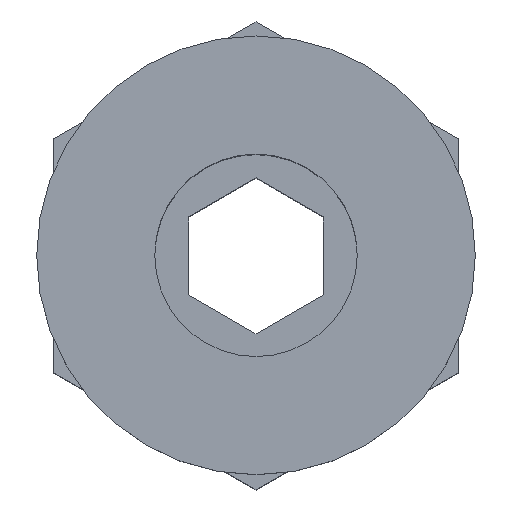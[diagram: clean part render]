
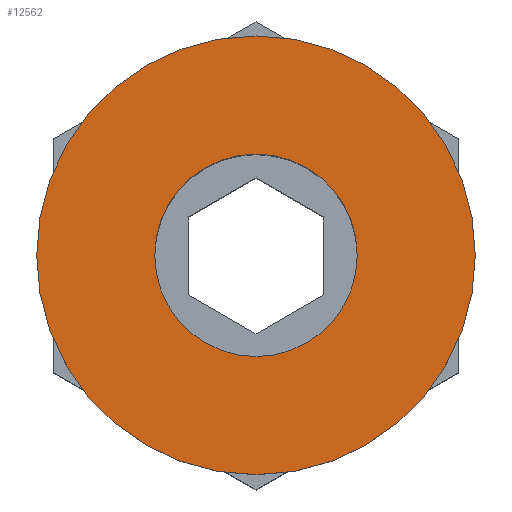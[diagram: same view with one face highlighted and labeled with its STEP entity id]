
A CAD part, top view. The second image highlights one B-rep face of the part: STEP entity #12562.
In plain terms, the highlighted planar face has unit normal (0, 0, 1).
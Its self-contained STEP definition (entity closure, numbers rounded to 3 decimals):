
#12398 = CYLINDRICAL_SURFACE('',#12399,3.);
#12399 = AXIS2_PLACEMENT_3D('',#12400,#12401,#12402);
#12400 = CARTESIAN_POINT('',(0.,0.,12.));
#12401 = DIRECTION('',(0.,0.,1.));
#12402 = DIRECTION('',(1.,0.,0.));
#12457 = VERTEX_POINT('',#12458);
#12458 = CARTESIAN_POINT('',(3.,0.,22.));
#12479 = EDGE_CURVE('',#12457,#12457,#12480,.T.);
#12480 = SURFACE_CURVE('',#12481,(#12486,#12493),.PCURVE_S1.);
#12481 = CIRCLE('',#12482,3.);
#12482 = AXIS2_PLACEMENT_3D('',#12483,#12484,#12485);
#12483 = CARTESIAN_POINT('',(0.,0.,22.));
#12484 = DIRECTION('',(0.,0.,1.));
#12485 = DIRECTION('',(1.,0.,0.));
#12486 = PCURVE('',#12398,#12487);
#12487 = DEFINITIONAL_REPRESENTATION('',(#12488),#12492);
#12488 = LINE('',#12489,#12490);
#12489 = CARTESIAN_POINT('',(0.,10.));
#12490 = VECTOR('',#12491,1.);
#12491 = DIRECTION('',(1.,0.));
#12492 = ( GEOMETRIC_REPRESENTATION_CONTEXT(2) 
PARAMETRIC_REPRESENTATION_CONTEXT() REPRESENTATION_CONTEXT('2D SPACE',''
  ) );
#12493 = PCURVE('',#12494,#12499);
#12494 = PLANE('',#12495);
#12495 = AXIS2_PLACEMENT_3D('',#12496,#12497,#12498);
#12496 = CARTESIAN_POINT('',(0.,0.,22.));
#12497 = DIRECTION('',(0.,0.,1.));
#12498 = DIRECTION('',(1.,0.,0.));
#12499 = DEFINITIONAL_REPRESENTATION('',(#12500),#12504);
#12500 = CIRCLE('',#12501,3.);
#12501 = AXIS2_PLACEMENT_2D('',#12502,#12503);
#12502 = CARTESIAN_POINT('',(0.,0.));
#12503 = DIRECTION('',(1.,0.));
#12504 = ( GEOMETRIC_REPRESENTATION_CONTEXT(2) 
PARAMETRIC_REPRESENTATION_CONTEXT() REPRESENTATION_CONTEXT('2D SPACE',''
  ) );
#12562 = ADVANCED_FACE('',(#12563,#12594),#12494,.T.);
#12563 = FACE_BOUND('',#12564,.T.);
#12564 = EDGE_LOOP('',(#12565));
#12565 = ORIENTED_EDGE('',*,*,#12566,.T.);
#12566 = EDGE_CURVE('',#12567,#12567,#12569,.T.);
#12567 = VERTEX_POINT('',#12568);
#12568 = CARTESIAN_POINT('',(6.5,0.,22.));
#12569 = SURFACE_CURVE('',#12570,(#12575,#12582),.PCURVE_S1.);
#12570 = CIRCLE('',#12571,6.5);
#12571 = AXIS2_PLACEMENT_3D('',#12572,#12573,#12574);
#12572 = CARTESIAN_POINT('',(0.,0.,22.));
#12573 = DIRECTION('',(0.,0.,1.));
#12574 = DIRECTION('',(1.,0.,0.));
#12575 = PCURVE('',#12494,#12576);
#12576 = DEFINITIONAL_REPRESENTATION('',(#12577),#12581);
#12577 = CIRCLE('',#12578,6.5);
#12578 = AXIS2_PLACEMENT_2D('',#12579,#12580);
#12579 = CARTESIAN_POINT('',(0.,0.));
#12580 = DIRECTION('',(1.,0.));
#12581 = ( GEOMETRIC_REPRESENTATION_CONTEXT(2) 
PARAMETRIC_REPRESENTATION_CONTEXT() REPRESENTATION_CONTEXT('2D SPACE',''
  ) );
#12582 = PCURVE('',#12583,#12588);
#12583 = CYLINDRICAL_SURFACE('',#12584,6.5);
#12584 = AXIS2_PLACEMENT_3D('',#12585,#12586,#12587);
#12585 = CARTESIAN_POINT('',(0.,0.,20.5));
#12586 = DIRECTION('',(0.,0.,1.));
#12587 = DIRECTION('',(1.,0.,0.));
#12588 = DEFINITIONAL_REPRESENTATION('',(#12589),#12593);
#12589 = LINE('',#12590,#12591);
#12590 = CARTESIAN_POINT('',(0.,1.5));
#12591 = VECTOR('',#12592,1.);
#12592 = DIRECTION('',(1.,0.));
#12593 = ( GEOMETRIC_REPRESENTATION_CONTEXT(2) 
PARAMETRIC_REPRESENTATION_CONTEXT() REPRESENTATION_CONTEXT('2D SPACE',''
  ) );
#12594 = FACE_BOUND('',#12595,.T.);
#12595 = EDGE_LOOP('',(#12596));
#12596 = ORIENTED_EDGE('',*,*,#12479,.F.);
